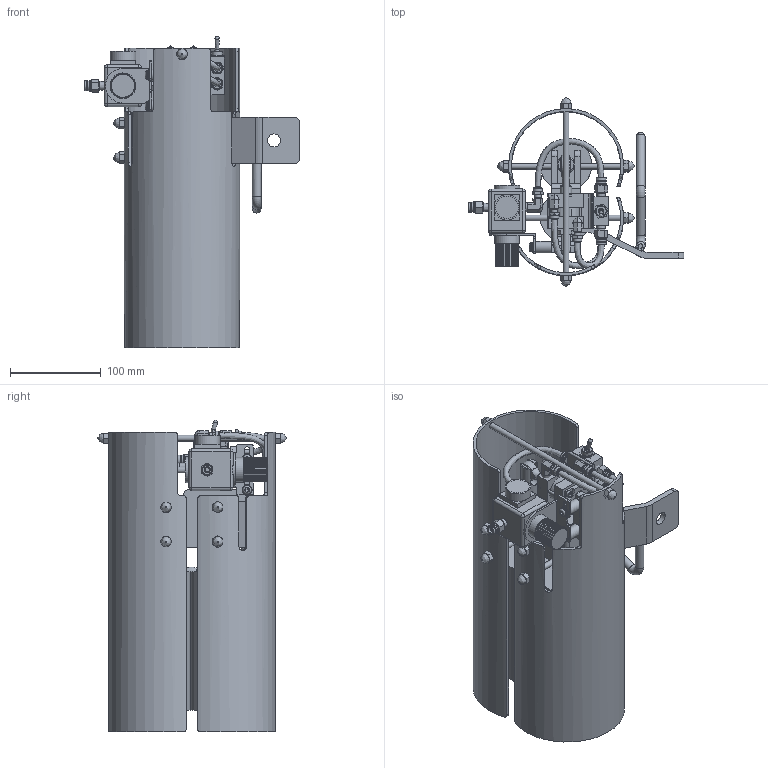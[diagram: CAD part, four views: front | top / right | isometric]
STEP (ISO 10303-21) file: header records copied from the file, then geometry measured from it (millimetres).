
FILE_DESCRIPTION(/* description */ ('L.H. AIR LOADED ADJUSTA-PULL'),/* implementation_level */ '2;1');
FILE_NAME(/* name */ '50648-12 LH 6 INCH AIR LOADED ADJUSTA PULL CUSTOMER DWG.stp',/* time_stamp */ '2017-05-26T13:45:46-04:00',/* author */ ('mtrusz'),/* organization */ ('CONVERTER ACCESSORY CORPORATION WINDGAP, PA 18091'),/* preprocessor_version */ 'ST-DEVELOPER v16.5',/* originating_system */ 'Autodesk Inventor 2017',/* authorisation */ '');
FILE_SCHEMA (('AUTOMOTIVE_DESIGN { 1 0 10303 214 3 1 1 }'));
Length unit declared in the file: inch
Products named in the file (30): 50648-12 LH  AIR LOADED ADJUSTA PULL CUSTOMER DWG; 50647-58; 50647-59; ANSI B18.22.1 - No. 12 - narrow - Type B; ASME B18.21.1 - No.12; ANSI B18.3 - No. 10-32 - 1; 50647-60; Parker Male Connector 68PMT 68PMT-4-2; Parker Male Elbow 169P-269P 169P-4-2; AIR SUPPLY TUBING; AIR TUBING CYLINDER UP; AIR TUBING CYLINDER DOWN; 50647-50; ANSI B 18.2.2 - 1/4-20; 50647-37; 50648-16; 50648-15; 50647-56A CUSTOMER DWG; 50647-32 CUSTOMER DWG; 50647-35 CUSTOMER DWG; 50647-36A CUSTOMER DWG; ANSI B18.3 - No. 8 - 32 UNC - 1/4 HS HCS; 50647-36A CUSTOMER DWG_1; ANSI B18.3 - No. 4 - 40 UNC - 1 1/4 HS HCS; 50647-36A CYLINDER SHAFT CUSTOMER DWG; 50647-57 CUSTOMER DWG; 50648-05A CUSTOMER DWG; 50648-14 CUSTOMER DWG; 50648-17 CUSTOMER DWG.; 50648-03 CUSTOMER DWG
Assembly tree (58 placements, depth 3):
  50648-12 LH  AIR LOADED ADJUSTA PULL CUSTOMER DWG
    Parker Male Elbow 169P-269P 169P-4-2  x3
    Parker Male Connector 68PMT 68PMT-4-2  x4
    50647-58  x2
    50647-59
    ANSI B18.22.1 - No. 12 - narrow - Type B  x2
    ASME B18.21.1 - No.12  x2
    ANSI B18.3 - No. 10-32 - 1  x2
    50647-60
    AIR SUPPLY TUBING
    AIR TUBING CYLINDER UP
    AIR TUBING CYLINDER DOWN
    50647-50  x8
    ANSI B 18.2.2 - 1/4-20  x10
    50647-37
    50648-16
    50648-15
    50647-56A CUSTOMER DWG
    50647-32 CUSTOMER DWG
    50647-35 CUSTOMER DWG
    50647-36A CUSTOMER DWG
      ANSI B18.3 - No. 8 - 32 UNC - 1/4 HS HCS  x2
      ANSI B18.3 - No. 4 - 40 UNC - 1 1/4 HS HCS  x4
      50647-36A CUSTOMER DWG_1
      50647-36A CYLINDER SHAFT CUSTOMER DWG
    50647-57 CUSTOMER DWG
    50648-05A CUSTOMER DWG
    50648-14 CUSTOMER DWG
    50648-17 CUSTOMER DWG.
    50648-03 CUSTOMER DWG
Bounding box: 238.08 x 207.77 x 343.7 mm (x, y, z)
Volume: 1724254.6 mm3; surface area: 569430.4 mm2
Topology: 57 solids, 57 shells, 1213 faces, 2761 edges, 1713 vertices
Faces by surface type: plane 580, cylinder 300, cone 251, torus 39, sphere 22, bspline 21
Full cylindrical faces by diameter (mm): 2.845 x4, 2.946 x8, 3.073 x3, 3.688 x3, 3.842 x3, 4.166 x2, 4.648 x4, 4.775 x4, 4.826 x2, 4.877 x2, 4.978 x10, 5.334 x4, 5.944 x2, 6.008 x3, 6.35 x9, 6.604 x4, 6.858 x2, 7.137 x10, 7.334 x6, 7.925 x1, 7.95 x2, 8.255 x4, 9.169 x2, 9.525 x7, 10.013 x3, 10.795 x8, 11.112 x10, 11.125 x2, 11.887 x1, 12.065 x4
Entity records: 22900 total; most frequent: CARTESIAN_POINT 6451, DIRECTION 3292, ORIENTED_EDGE 2926, EDGE_CURVE 1463, AXIS2_PLACEMENT_3D 1263, VERTEX_POINT 1008, EDGE_LOOP 883, LINE 766
